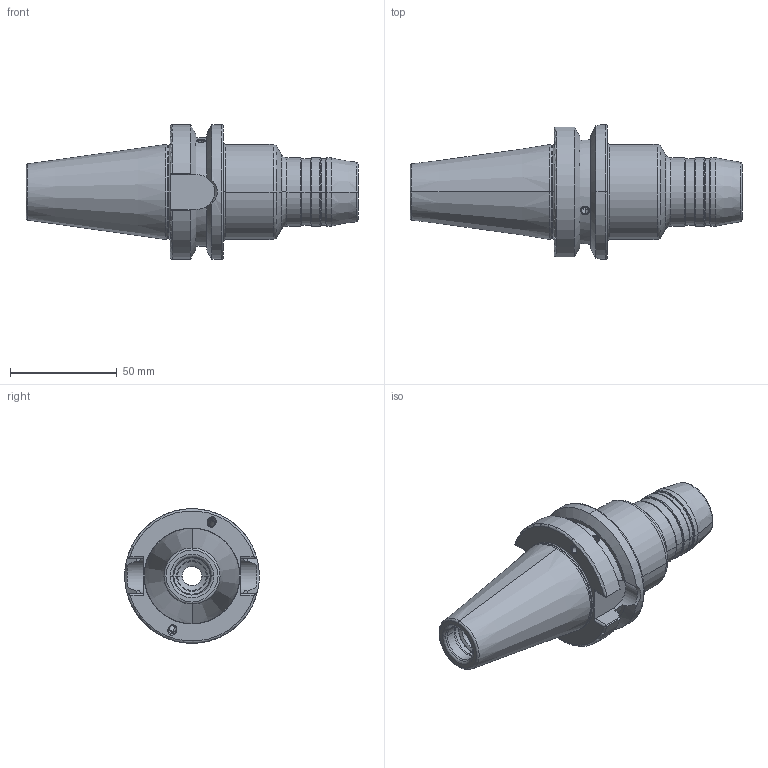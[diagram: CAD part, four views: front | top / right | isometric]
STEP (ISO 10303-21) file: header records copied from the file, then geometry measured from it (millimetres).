
FILE_DESCRIPTION((''),'2;1');
FILE_NAME('WH026-BT40ADB-HC0_5-3_54','2020-03-26T',('MYPC'),(''),'PRO/ENGINEER BY PARAMETRIC TECHNOLOGY CORPORATION, 2012130','PRO/ENGINEER BY PARAMETRIC TECHNOLOGY CORPORATION, 2012130','');
FILE_SCHEMA(('CONFIG_CONTROL_DESIGN'));
Length unit declared in the file: inch
Products named in the file (1): WH026-BT40ADB-HC0_5-3_54
Bounding box: 155.4 x 62.99 x 62.99 mm (x, y, z)
Volume: 183478.3 mm3; surface area: 32340.6 mm2
Topology: 1 solids, 5 shells, 175 faces, 416 edges, 250 vertices
Faces by surface type: cylinder 72, cone 38, torus 36, plane 29
Entity records: 5499 total; most frequent: CARTESIAN_POINT 1416, DIRECTION 896, ORIENTED_EDGE 800, EDGE_CURVE 412, AXIS2_PLACEMENT_3D 382, VERTEX_POINT 250, CIRCLE 206, EDGE_LOOP 196
